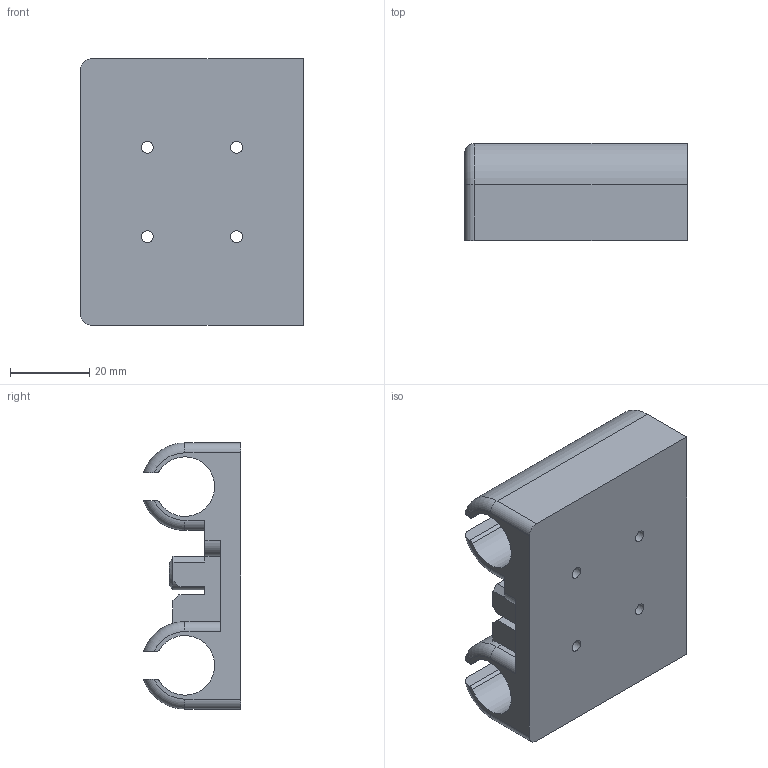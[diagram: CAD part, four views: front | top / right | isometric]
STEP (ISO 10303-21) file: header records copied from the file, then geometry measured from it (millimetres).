
FILE_DESCRIPTION(/* description */ (''),/* implementation_level */ '2;1');
FILE_NAME(/* name */ 'X Carriage.step',/* time_stamp */ '2018-07-18T14:36:42+02:00',/* author */ ('boelle'),/* organization */ (''),/* preprocessor_version */ 'ST-DEVELOPER v17',/* originating_system */ 'Autodesk Translation Framework v7.1.0.215',/* authorisation */ '');
FILE_SCHEMA (('AUTOMOTIVE_DESIGN { 1 0 10303 214 3 1 1 }'));
Length unit declared in the file: millimetre
Products named in the file (1): X-Carriage
Bounding box: 56.05 x 24.43 x 67 mm (x, y, z)
Volume: 45873.9 mm3; surface area: 18723.1 mm2
Topology: 1 solids, 1 shells, 127 faces, 344 edges, 222 vertices
Faces by surface type: plane 99, cylinder 22, torus 4, cone 2
Full cylindrical faces by diameter (mm): 3 x4, 8 x2
Entity records: 4032 total; most frequent: CARTESIAN_POINT 730, ORIENTED_EDGE 688, DIRECTION 662, EDGE_CURVE 344, LINE 274, VECTOR 274, VERTEX_POINT 222, AXIS2_PLACEMENT_3D 194
